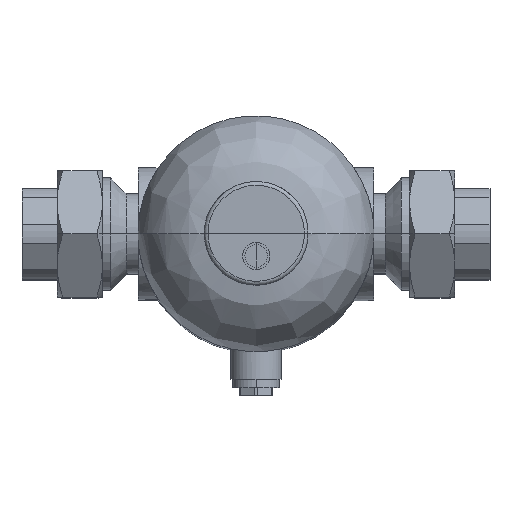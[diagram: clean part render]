
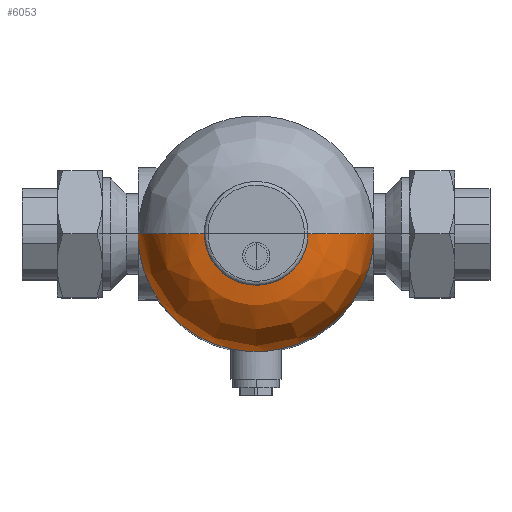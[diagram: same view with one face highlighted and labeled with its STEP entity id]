
A CAD part, top view. The second image highlights one B-rep face of the part: STEP entity #6053.
In plain terms, the highlighted free-form (B-spline) face has degree [2, 2] with [5, 5] control points.
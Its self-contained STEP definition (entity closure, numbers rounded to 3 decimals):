
#154=(
BOUNDED_SURFACE()
B_SPLINE_SURFACE(2,2,((#10627,#10628,#10629,#10630,#10631),(#10632,#10633,
#10634,#10635,#10636),(#10637,#10638,#10639,#10640,#10641),(#10642,#10643,
#10644,#10645,#10646),(#10647,#10648,#10649,#10650,#10651)),
 .UNSPECIFIED.,.F.,.F.,.F.)
B_SPLINE_SURFACE_WITH_KNOTS((3,2,3),(3,2,3),(0.,0.786,
1.572),(-3.142,-1.571,0.),
 .UNSPECIFIED.)
GEOMETRIC_REPRESENTATION_ITEM()
RATIONAL_B_SPLINE_SURFACE(((1.,0.707,1.,0.707,1.),
(0.924,0.653,0.924,0.653,
0.924),(1.,0.707,1.,0.707,1.),(0.924,
0.653,0.924,0.653,0.924),
(1.,0.707,1.,0.707,1.)))
REPRESENTATION_ITEM($)
SURFACE()
);
#317=B_SPLINE_CURVE_WITH_KNOTS($,3,(#10607,#10608,#10609,#10610,#10611,
#10612,#10613,#10614),.UNSPECIFIED.,.F.,.F.,(4,1,1,1,1,4),(0.,0.2,0.4,0.6,
0.8,1.),.UNSPECIFIED.);
#319=B_SPLINE_CURVE_WITH_KNOTS($,3,(#10654,#10655,#10656,#10657,#10658,
#10659,#10660,#10661,#10662,#10663),.UNSPECIFIED.,.F.,.F.,(4,1,1,1,1,1,
1,4),(0.,0.143,0.286,0.429,0.571,
0.714,0.857,1.),.UNSPECIFIED.);
#320=B_SPLINE_CURVE_WITH_KNOTS($,3,(#10664,#10665,#10666,#10667,#10668,
#10669),.UNSPECIFIED.,.F.,.F.,(4,1,1,4),(0.,0.333,0.667,
1.),.UNSPECIFIED.);
#321=B_SPLINE_CURVE_WITH_KNOTS($,3,(#10670,#10671,#10672,#10673,#10674,
#10675),.UNSPECIFIED.,.F.,.F.,(4,1,1,4),(0.,0.333,0.667,
1.),.UNSPECIFIED.);
#907=FACE_OUTER_BOUND($,#1313,.T.);
#1313=EDGE_LOOP($,(#4411,#4412,#4413,#4414));
#2633=VERTEX_POINT($,#10605);
#2634=VERTEX_POINT($,#10606);
#2636=VERTEX_POINT($,#10652);
#2637=VERTEX_POINT($,#10653);
#3271=EDGE_CURVE($,#2633,#2634,#317,.T.);
#3275=EDGE_CURVE($,#2636,#2637,#319,.T.);
#3276=EDGE_CURVE($,#2633,#2636,#320,.T.);
#3277=EDGE_CURVE($,#2637,#2634,#321,.T.);
#4411=ORIENTED_EDGE($,*,*,#3275,.F.);
#4412=ORIENTED_EDGE($,*,*,#3276,.F.);
#4413=ORIENTED_EDGE($,*,*,#3271,.T.);
#4414=ORIENTED_EDGE($,*,*,#3277,.F.);
#6053=ADVANCED_FACE($,(#907),#154,.F.);
#10605=CARTESIAN_POINT('',(22.5,0.,95.5));
#10606=CARTESIAN_POINT('',(-22.5,0.,95.5));
#10607=CARTESIAN_POINT('Ctrl Pts',(22.5,0.,
95.5));
#10608=CARTESIAN_POINT('Ctrl Pts',(22.666,-4.834,95.5));
#10609=CARTESIAN_POINT('Ctrl Pts',(19.362,-14.067,95.5));
#10610=CARTESIAN_POINT('Ctrl Pts',(7.452,-22.865,95.5));
#10611=CARTESIAN_POINT('Ctrl Pts',(-7.452,-22.865,
95.5));
#10612=CARTESIAN_POINT('Ctrl Pts',(-19.362,-14.067,
95.5));
#10613=CARTESIAN_POINT('Ctrl Pts',(-22.666,-4.834,
95.5));
#10614=CARTESIAN_POINT('Ctrl Pts',(-22.5,0.,
95.5));
#10627=CARTESIAN_POINT('Ctrl Pts',(-62.5,0.,
55.5));
#10628=CARTESIAN_POINT('Ctrl Pts',(-62.5,-62.5,55.5));
#10629=CARTESIAN_POINT('Ctrl Pts',(0.,-62.5,55.5));
#10630=CARTESIAN_POINT('Ctrl Pts',(62.5,-62.5,55.5));
#10631=CARTESIAN_POINT('Ctrl Pts',(62.5,0.,55.5));
#10632=CARTESIAN_POINT('Ctrl Pts',(-62.5,0.,72.081));
#10633=CARTESIAN_POINT('Ctrl Pts',(-62.5,-62.5,72.081));
#10634=CARTESIAN_POINT('Ctrl Pts',(0.,-62.5,
72.081));
#10635=CARTESIAN_POINT('Ctrl Pts',(62.5,-62.5,72.081));
#10636=CARTESIAN_POINT('Ctrl Pts',(62.5,0.,
72.081));
#10637=CARTESIAN_POINT('Ctrl Pts',(-50.77,0.,
83.799));
#10638=CARTESIAN_POINT('Ctrl Pts',(-50.77,-50.77,
83.799));
#10639=CARTESIAN_POINT('Ctrl Pts',(0.,-50.77,
83.799));
#10640=CARTESIAN_POINT('Ctrl Pts',(50.77,-50.77,83.799));
#10641=CARTESIAN_POINT('Ctrl Pts',(50.77,0.,
83.799));
#10642=CARTESIAN_POINT('Ctrl Pts',(-39.039,0.,
95.517));
#10643=CARTESIAN_POINT('Ctrl Pts',(-39.039,-39.039,
95.517));
#10644=CARTESIAN_POINT('Ctrl Pts',(0.,-39.039,
95.517));
#10645=CARTESIAN_POINT('Ctrl Pts',(39.039,-39.039,95.517));
#10646=CARTESIAN_POINT('Ctrl Pts',(39.039,0.,
95.517));
#10647=CARTESIAN_POINT('Ctrl Pts',(-22.459,0.,
95.5));
#10648=CARTESIAN_POINT('Ctrl Pts',(-22.459,-22.459,95.5));
#10649=CARTESIAN_POINT('Ctrl Pts',(0.,-22.459,
95.5));
#10650=CARTESIAN_POINT('Ctrl Pts',(22.459,-22.459,95.5));
#10651=CARTESIAN_POINT('Ctrl Pts',(22.459,0.,
95.5));
#10652=CARTESIAN_POINT('',(62.5,0.,55.5));
#10653=CARTESIAN_POINT('',(-62.5,0.,55.5));
#10654=CARTESIAN_POINT('Ctrl Pts',(62.5,0.,55.5));
#10655=CARTESIAN_POINT('Ctrl Pts',(62.637,-9.414,55.5));
#10656=CARTESIAN_POINT('Ctrl Pts',(58.169,-28.013,55.5));
#10657=CARTESIAN_POINT('Ctrl Pts',(40.316,-50.541,55.5));
#10658=CARTESIAN_POINT('Ctrl Pts',(14.377,-63.011,55.5));
#10659=CARTESIAN_POINT('Ctrl Pts',(-14.377,-63.011,
55.5));
#10660=CARTESIAN_POINT('Ctrl Pts',(-40.316,-50.541,
55.5));
#10661=CARTESIAN_POINT('Ctrl Pts',(-58.169,-28.013,55.5));
#10662=CARTESIAN_POINT('Ctrl Pts',(-62.637,-9.414,
55.5));
#10663=CARTESIAN_POINT('Ctrl Pts',(-62.5,0.,55.5));
#10664=CARTESIAN_POINT('Ctrl Pts',(22.5,0.,95.5));
#10665=CARTESIAN_POINT('Ctrl Pts',(29.624,0.,95.697));
#10666=CARTESIAN_POINT('Ctrl Pts',(43.393,0.,91.688));
#10667=CARTESIAN_POINT('Ctrl Pts',(58.688,0.,76.393));
#10668=CARTESIAN_POINT('Ctrl Pts',(62.697,0.,62.624));
#10669=CARTESIAN_POINT('Ctrl Pts',(62.5,0.,55.5));
#10670=CARTESIAN_POINT('Ctrl Pts',(-62.5,0.,55.5));
#10671=CARTESIAN_POINT('Ctrl Pts',(-62.697,0.,
62.624));
#10672=CARTESIAN_POINT('Ctrl Pts',(-58.688,0.,
76.393));
#10673=CARTESIAN_POINT('Ctrl Pts',(-43.393,0.,
91.688));
#10674=CARTESIAN_POINT('Ctrl Pts',(-29.624,0.,
95.697));
#10675=CARTESIAN_POINT('Ctrl Pts',(-22.5,0.,
95.5));
